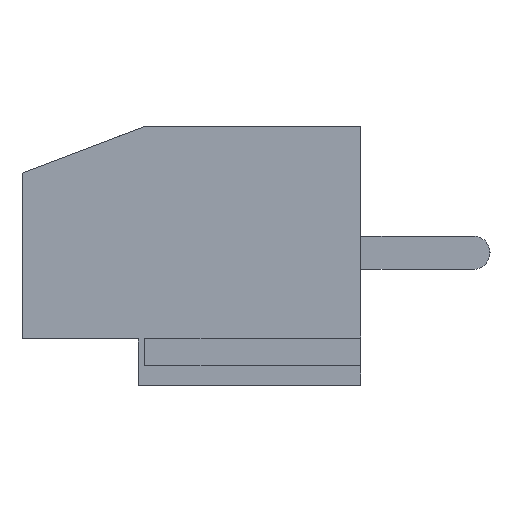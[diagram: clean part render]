
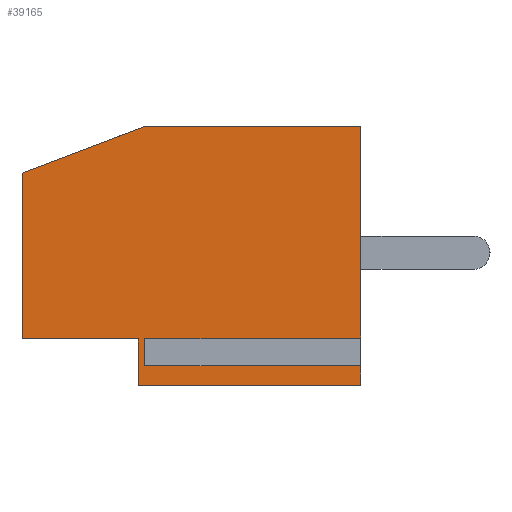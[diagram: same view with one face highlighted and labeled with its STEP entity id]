
A CAD part, left-side view. The second image highlights one B-rep face of the part: STEP entity #39165.
In plain terms, the highlighted planar face has unit normal (-1, 0, 0).
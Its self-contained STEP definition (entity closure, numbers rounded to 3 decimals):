
#458 = LINE ( 'NONE', #17402, #9271 ) ;
#2034 = CARTESIAN_POINT ( 'NONE',  ( 0., 10.2, 7.8 ) ) ;
#3021 = VECTOR ( 'NONE', #27118, 1000. ) ;
#3290 = EDGE_CURVE ( 'NONE', #19831, #27325, #42605, .T. ) ;
#3596 = EDGE_CURVE ( 'NONE', #29774, #6114, #29206, .T. ) ;
#4565 = CARTESIAN_POINT ( 'NONE',  ( 0., 6.7, 1.4 ) ) ;
#4597 = CARTESIAN_POINT ( 'NONE',  ( 0., 0., 0.782 ) ) ;
#4780 = VECTOR ( 'NONE', #34360, 1000. ) ;
#6059 = CARTESIAN_POINT ( 'NONE',  ( 0., 10.2, 1.4 ) ) ;
#6114 = VERTEX_POINT ( 'NONE', #36011 ) ;
#6559 = VECTOR ( 'NONE', #12930, 1000. ) ;
#6618 = PLANE ( 'NONE',  #30116 ) ;
#6829 = VERTEX_POINT ( 'NONE', #28786 ) ;
#7006 = ORIENTED_EDGE ( 'NONE', *, *, #3596, .F. ) ;
#8023 = VECTOR ( 'NONE', #36467, 1000. ) ;
#8472 = VECTOR ( 'NONE', #22418, 1000. ) ;
#8752 = EDGE_CURVE ( 'NONE', #29774, #19831, #19927, .T. ) ;
#9122 = ORIENTED_EDGE ( 'NONE', *, *, #37785, .F. ) ;
#9271 = VECTOR ( 'NONE', #21387, 1000. ) ;
#10792 = LINE ( 'NONE', #11192, #39473 ) ;
#11192 = CARTESIAN_POINT ( 'NONE',  ( 0., 6.5, 0.782 ) ) ;
#11494 = CARTESIAN_POINT ( 'NONE',  ( 0., 6.7, 1.4 ) ) ;
#12071 = DIRECTION ( 'NONE',  ( 0., 0., -1. ) ) ;
#12086 = LINE ( 'NONE', #25730, #8472 ) ;
#12315 = ORIENTED_EDGE ( 'NONE', *, *, #3290, .T. ) ;
#12462 = CARTESIAN_POINT ( 'NONE',  ( 0., 0., 0. ) ) ;
#12602 = VERTEX_POINT ( 'NONE', #27806 ) ;
#12930 = DIRECTION ( 'NONE',  ( 0., -1., 0. ) ) ;
#13094 = LINE ( 'NONE', #26965, #37846 ) ;
#13966 = DIRECTION ( 'NONE',  ( 0., 0., -1. ) ) ;
#15149 = DIRECTION ( 'NONE',  ( 0., -1., 0. ) ) ;
#15196 = ORIENTED_EDGE ( 'NONE', *, *, #29352, .T. ) ;
#16540 = VERTEX_POINT ( 'NONE', #4597 ) ;
#17071 = VECTOR ( 'NONE', #12071, 1000. ) ;
#17402 = CARTESIAN_POINT ( 'NONE',  ( 0., 0., 7.8 ) ) ;
#17821 = LINE ( 'NONE', #34636, #18989 ) ;
#18984 = EDGE_CURVE ( 'NONE', #27325, #32019, #40850, .T. ) ;
#18989 = VECTOR ( 'NONE', #40928, 1000. ) ;
#19831 = VERTEX_POINT ( 'NONE', #11494 ) ;
#19927 = LINE ( 'NONE', #6059, #6559 ) ;
#20255 = CARTESIAN_POINT ( 'NONE',  ( 0., 10.2, 7.8 ) ) ;
#20680 = CARTESIAN_POINT ( 'NONE',  ( 0., 10.2, 0. ) ) ;
#20697 = EDGE_LOOP ( 'NONE', ( #9122, #23748, #26794, #29792, #30432, #35765, #7006, #21271, #12315, #38071, #15196 ) ) ;
#21271 = ORIENTED_EDGE ( 'NONE', *, *, #8752, .T. ) ;
#21387 = DIRECTION ( 'NONE',  ( 0., 0., 1. ) ) ;
#21389 = CARTESIAN_POINT ( 'NONE',  ( 0., 0., 7.8 ) ) ;
#21537 = EDGE_CURVE ( 'NONE', #32111, #30624, #12086, .T. ) ;
#21678 = EDGE_CURVE ( 'NONE', #6114, #12602, #13094, .T. ) ;
#22086 = CARTESIAN_POINT ( 'NONE',  ( 0., 10.2, 7.8 ) ) ;
#22418 = DIRECTION ( 'NONE',  ( 0., -1., 0. ) ) ;
#23342 = FACE_OUTER_BOUND ( 'NONE', #20697, .T. ) ;
#23378 = VERTEX_POINT ( 'NONE', #21389 ) ;
#23748 = ORIENTED_EDGE ( 'NONE', *, *, #30915, .T. ) ;
#24434 = DIRECTION ( 'NONE',  ( 0., 0., 1. ) ) ;
#24771 = LINE ( 'NONE', #22086, #32035 ) ;
#25730 = CARTESIAN_POINT ( 'NONE',  ( 0., 6.5, 1.218 ) ) ;
#26794 = ORIENTED_EDGE ( 'NONE', *, *, #21537, .T. ) ;
#26965 = CARTESIAN_POINT ( 'NONE',  ( 0., 10.2, 6.4 ) ) ;
#27044 = CARTESIAN_POINT ( 'NONE',  ( 0., 0., 1.218 ) ) ;
#27118 = DIRECTION ( 'NONE',  ( 0., -1., 0. ) ) ;
#27325 = VERTEX_POINT ( 'NONE', #39099 ) ;
#27559 = CARTESIAN_POINT ( 'NONE',  ( 0., 6.5, 0.782 ) ) ;
#27806 = CARTESIAN_POINT ( 'NONE',  ( 0., 6.5, 7.8 ) ) ;
#28786 = CARTESIAN_POINT ( 'NONE',  ( 0., 6.5, 0.782 ) ) ;
#29206 = LINE ( 'NONE', #2034, #8023 ) ;
#29352 = EDGE_CURVE ( 'NONE', #32019, #16540, #458, .T. ) ;
#29774 = VERTEX_POINT ( 'NONE', #39727 ) ;
#29792 = ORIENTED_EDGE ( 'NONE', *, *, #43535, .T. ) ;
#30022 = DIRECTION ( 'NONE',  ( 1., 0., 0. ) ) ;
#30116 = AXIS2_PLACEMENT_3D ( 'NONE', #20255, #30022, #13966 ) ;
#30432 = ORIENTED_EDGE ( 'NONE', *, *, #35629, .F. ) ;
#30624 = VERTEX_POINT ( 'NONE', #27044 ) ;
#30709 = LINE ( 'NONE', #27559, #3021 ) ;
#30915 = EDGE_CURVE ( 'NONE', #6829, #32111, #10792, .T. ) ;
#31719 = CARTESIAN_POINT ( 'NONE',  ( 0., 6.5, 1.218 ) ) ;
#32019 = VERTEX_POINT ( 'NONE', #12462 ) ;
#32035 = VECTOR ( 'NONE', #15149, 1000. ) ;
#32111 = VERTEX_POINT ( 'NONE', #31719 ) ;
#34360 = DIRECTION ( 'NONE',  ( 0., -1., 0. ) ) ;
#34636 = CARTESIAN_POINT ( 'NONE',  ( 0., 0., 7.8 ) ) ;
#35629 = EDGE_CURVE ( 'NONE', #12602, #23378, #24771, .T. ) ;
#35765 = ORIENTED_EDGE ( 'NONE', *, *, #21678, .F. ) ;
#36011 = CARTESIAN_POINT ( 'NONE',  ( 0., 10.2, 6.4 ) ) ;
#36467 = DIRECTION ( 'NONE',  ( 0., 0., 1. ) ) ;
#37785 = EDGE_CURVE ( 'NONE', #6829, #16540, #30709, .T. ) ;
#37846 = VECTOR ( 'NONE', #40252, 1000. ) ;
#38071 = ORIENTED_EDGE ( 'NONE', *, *, #18984, .T. ) ;
#39099 = CARTESIAN_POINT ( 'NONE',  ( 0., 6.7, 0. ) ) ;
#39165 = ADVANCED_FACE ( 'NONE', ( #23342 ), #6618, .F. ) ;
#39473 = VECTOR ( 'NONE', #24434, 1000. ) ;
#39727 = CARTESIAN_POINT ( 'NONE',  ( 0., 10.2, 1.4 ) ) ;
#40252 = DIRECTION ( 'NONE',  ( 0., -0.935, 0.354 ) ) ;
#40850 = LINE ( 'NONE', #20680, #4780 ) ;
#40928 = DIRECTION ( 'NONE',  ( 0., 0., 1. ) ) ;
#42605 = LINE ( 'NONE', #4565, #17071 ) ;
#43535 = EDGE_CURVE ( 'NONE', #30624, #23378, #17821, .T. ) ;
